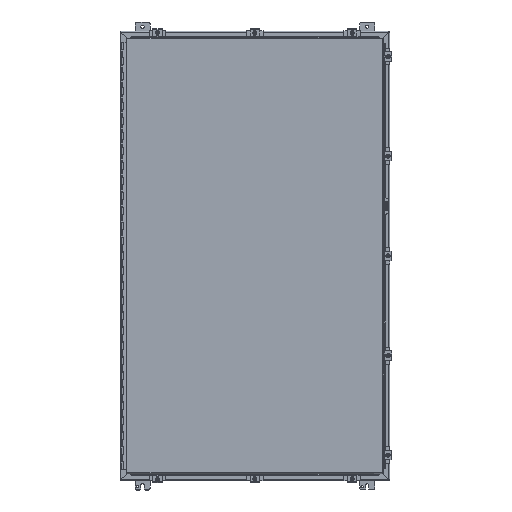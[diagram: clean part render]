
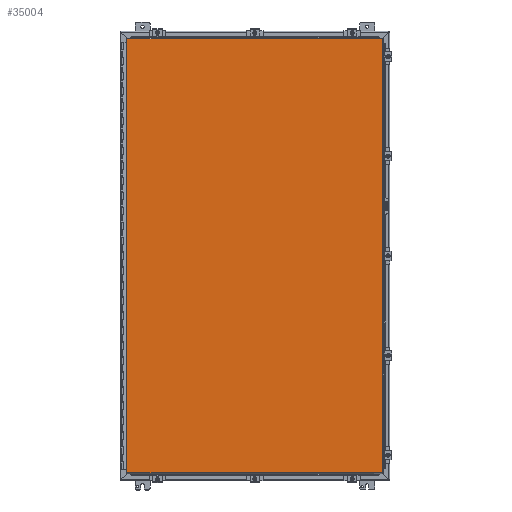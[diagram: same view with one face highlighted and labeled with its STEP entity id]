
A CAD part, top view. The second image highlights one B-rep face of the part: STEP entity #35004.
In plain terms, the highlighted face is planar.
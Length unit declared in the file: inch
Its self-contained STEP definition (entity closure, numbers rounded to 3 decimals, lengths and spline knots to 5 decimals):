
#1091 = VECTOR ( 'NONE', #33168, 39.37008 ) ;
#1791 = EDGE_CURVE ( 'NONE', #13003, #39475, #42234, .T. ) ;
#7231 = CARTESIAN_POINT ( 'NONE',  ( 17.08225, -28.9885, 0. ) ) ;
#8745 = AXIS2_PLACEMENT_3D ( 'NONE', #20134, #46580, #23913 ) ;
#9559 = LINE ( 'NONE', #27645, #28151 ) ;
#10609 = DIRECTION ( 'NONE',  ( 1., 0., 0. ) ) ;
#10644 = CARTESIAN_POINT ( 'NONE',  ( -17.08225, 28.9885, 0. ) ) ;
#11788 = CARTESIAN_POINT ( 'NONE',  ( 17.08225, 28.9885, 0. ) ) ;
#13003 = VERTEX_POINT ( 'NONE', #15902 ) ;
#14099 = ORIENTED_EDGE ( 'NONE', *, *, #28659, .T. ) ;
#14437 = VECTOR ( 'NONE', #39644, 39.37008 ) ;
#14893 = EDGE_LOOP ( 'NONE', ( #43430, #22227, #14099, #37273 ) ) ;
#15902 = CARTESIAN_POINT ( 'NONE',  ( -17.08225, 28.9885, 0. ) ) ;
#17249 = EDGE_CURVE ( 'NONE', #30956, #35878, #9559, .T. ) ;
#19126 = CARTESIAN_POINT ( 'NONE',  ( -17.08225, -28.9885, 0. ) ) ;
#19156 = EDGE_CURVE ( 'NONE', #35878, #13003, #25626, .T. ) ;
#20134 = CARTESIAN_POINT ( 'NONE',  ( 0., 0., 0. ) ) ;
#22227 = ORIENTED_EDGE ( 'NONE', *, *, #1791, .T. ) ;
#22431 = FACE_OUTER_BOUND ( 'NONE', #14893, .T. ) ;
#23737 = PLANE ( 'NONE',  #8745 ) ;
#23913 = DIRECTION ( 'NONE',  ( 1., 0., 0. ) ) ;
#25626 = LINE ( 'NONE', #19126, #14437 ) ;
#26348 = CARTESIAN_POINT ( 'NONE',  ( -17.08225, -28.9885, 0. ) ) ;
#27455 = DIRECTION ( 'NONE',  ( -1., 0., 0. ) ) ;
#27645 = CARTESIAN_POINT ( 'NONE',  ( 17.08225, -28.9885, 0. ) ) ;
#28151 = VECTOR ( 'NONE', #27455, 39.37008 ) ;
#28659 = EDGE_CURVE ( 'NONE', #39475, #30956, #37727, .T. ) ;
#30956 = VERTEX_POINT ( 'NONE', #7231 ) ;
#33168 = DIRECTION ( 'NONE',  ( 0., -1., 0. ) ) ;
#35004 = ADVANCED_FACE ( 'NONE', ( #22431 ), #23737, .F. ) ;
#35878 = VERTEX_POINT ( 'NONE', #26348 ) ;
#37206 = CARTESIAN_POINT ( 'NONE',  ( 17.08225, 28.9885, 0. ) ) ;
#37273 = ORIENTED_EDGE ( 'NONE', *, *, #17249, .T. ) ;
#37727 = LINE ( 'NONE', #37206, #1091 ) ;
#39475 = VERTEX_POINT ( 'NONE', #11788 ) ;
#39644 = DIRECTION ( 'NONE',  ( 0., 1., 0. ) ) ;
#42106 = VECTOR ( 'NONE', #10609, 39.37008 ) ;
#42234 = LINE ( 'NONE', #10644, #42106 ) ;
#43430 = ORIENTED_EDGE ( 'NONE', *, *, #19156, .T. ) ;
#46580 = DIRECTION ( 'NONE',  ( 0., 0., 1. ) ) ;
